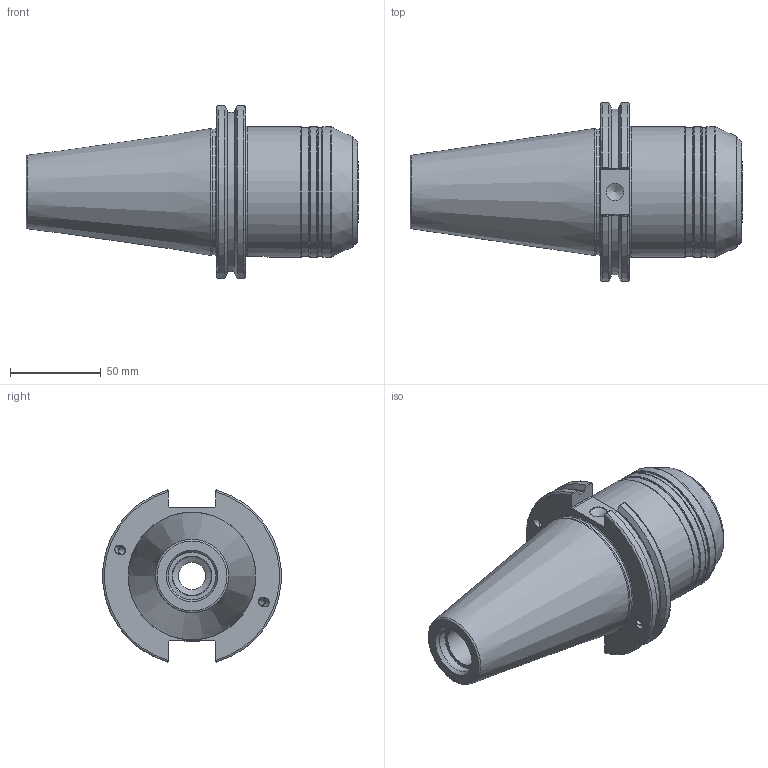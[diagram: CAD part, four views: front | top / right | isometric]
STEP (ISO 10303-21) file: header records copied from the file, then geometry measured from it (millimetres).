
FILE_DESCRIPTION(/* description */ (''),/* implementation_level */ '2;1');
FILE_NAME(/* name */ 'WL104SNR-CAT50ADB-HC32S-81.stp',/* time_stamp */ '2021-02-02T16:35:45+09:00',/* author */ ('KKK'),/* organization */ (''),/* preprocessor_version */ 'ST-DEVELOPER v18',/* originating_system */ 'Autodesk Inventor 2020',/* authorisation */ '');
FILE_SCHEMA (('AUTOMOTIVE_DESIGN { 1 0 10303 214 3 1 1 }'));
Length unit declared in the file: millimetre
Products named in the file (1): LO-CAT50ADB-HC32S-81
Bounding box: 182.6 x 98.06 x 94.69 mm (x, y, z)
Volume: 514669.5 mm3; surface area: 63597.6 mm2
Topology: 1 solids, 1 shells, 103 faces, 333 edges, 235 vertices
Faces by surface type: cylinder 32, plane 32, torus 20, cone 19
Full cylindrical faces by diameter (mm): 4.134 x8, 5 x4, 9.525 x1, 14.917 x1, 21.5 x1, 21.971 x1, 26.2 x1, 32 x1, 32.6 x1, 69.25 x1, 71 x2, 72 x3
Entity records: 4030 total; most frequent: CARTESIAN_POINT 916, DIRECTION 691, ORIENTED_EDGE 660, EDGE_CURVE 330, AXIS2_PLACEMENT_3D 296, VERTEX_POINT 235, CIRCLE 172, EDGE_LOOP 119
